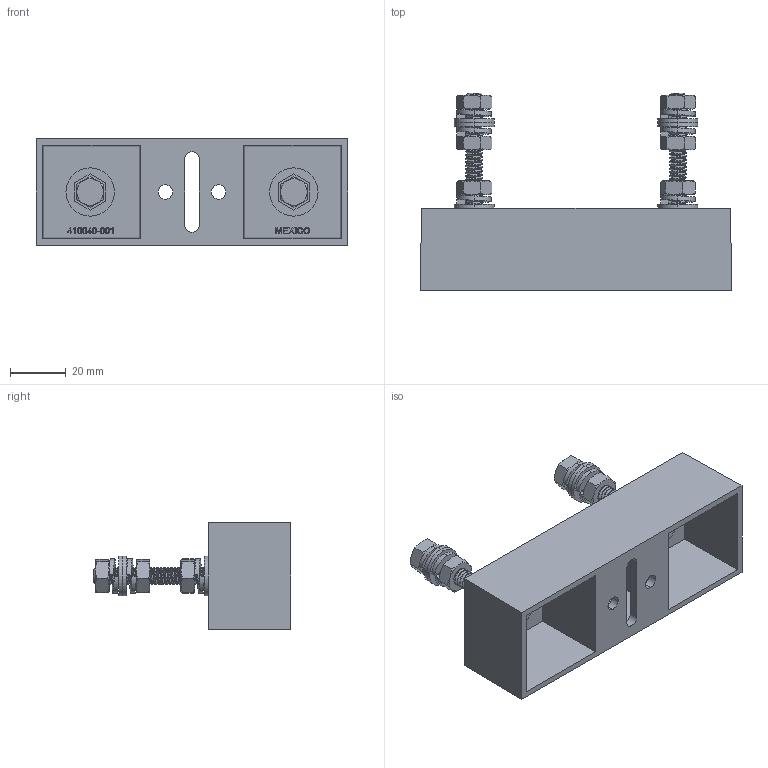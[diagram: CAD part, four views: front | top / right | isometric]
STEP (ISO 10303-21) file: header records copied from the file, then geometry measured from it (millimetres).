
FILE_DESCRIPTION (( 'STEP AP214' ), '1' );
FILE_NAME ('701324rev-.STEP', '2013-12-09T16:22:09', ( '' ), ( '' ), 'SwSTEP 2.0', 'SolidWorks 2013', '' );
FILE_SCHEMA (( 'AUTOMOTIVE_DESIGN' ));
Length unit declared in the file: inch
Products named in the file (1): 701324rev-
Bounding box: 111.76 x 70.87 x 38.1 mm (x, y, z)
Volume: 43416.8 mm3; surface area: 38594.4 mm2
Topology: 21 solids, 21 shells, 769 faces, 1990 edges, 1296 vertices
Faces by surface type: cylinder 305, plane 238, cone 120, bspline 106
Entity records: 54277 total; most frequent: CARTESIAN_POINT 27670, ORIENTED_EDGE 3980, DIRECTION 2624, EDGE_CURVE 1990, VERTEX_POINT 1296, AXIS2_PLACEMENT_3D 890, LINE 844, VECTOR 844
